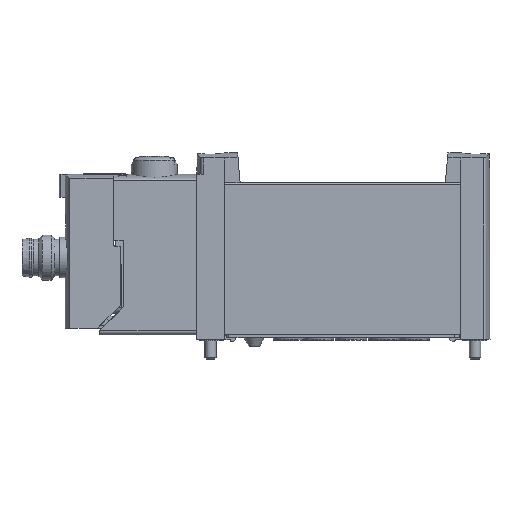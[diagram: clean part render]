
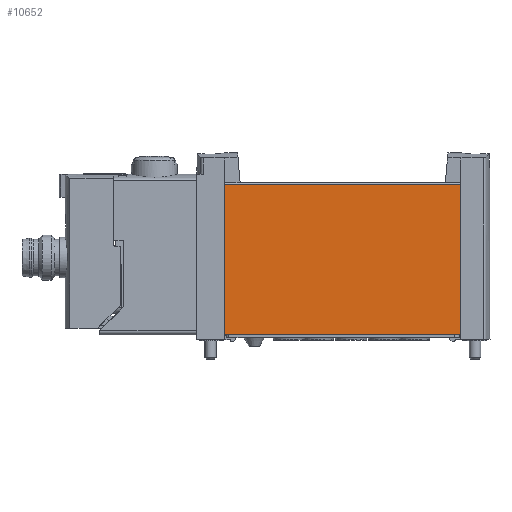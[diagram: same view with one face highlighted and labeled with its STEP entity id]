
A CAD part, top view. The second image highlights one B-rep face of the part: STEP entity #10652.
In plain terms, the highlighted planar face has unit normal (0, 0, 1).
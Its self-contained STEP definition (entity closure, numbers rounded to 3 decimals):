
#148=PLANE('',#12987);
#1091=LINE('',#17757,#2130);
#1102=LINE('',#17785,#2141);
#1105=LINE('',#17793,#2144);
#1108=LINE('',#17797,#2147);
#2130=VECTOR('',#14331,1000.);
#2141=VECTOR('',#14356,1000.);
#2144=VECTOR('',#14363,1000.);
#2147=VECTOR('',#14368,1000.);
#3414=ORIENTED_EDGE('',*,*,#6452,.T.);
#3415=ORIENTED_EDGE('',*,*,#6474,.F.);
#3416=ORIENTED_EDGE('',*,*,#6467,.F.);
#3417=ORIENTED_EDGE('',*,*,#6471,.T.);
#6452=EDGE_CURVE('',#7981,#7980,#1091,.T.);
#6467=EDGE_CURVE('',#7990,#7991,#1102,.T.);
#6471=EDGE_CURVE('',#7990,#7981,#1105,.T.);
#6474=EDGE_CURVE('',#7991,#7980,#1108,.T.);
#7980=VERTEX_POINT('',#17756);
#7981=VERTEX_POINT('',#17758);
#7990=VERTEX_POINT('',#17784);
#7991=VERTEX_POINT('',#17786);
#8922=EDGE_LOOP('',(#3414,#3415,#3416,#3417));
#9714=FACE_BOUND('',#8922,.T.);
#10652=ADVANCED_FACE('',(#9714),#148,.F.);
#12987=AXIS2_PLACEMENT_3D('',#17796,#14366,#14367);
#14331=DIRECTION('',(0.,-1.,0.));
#14356=DIRECTION('',(0.,-1.,0.));
#14363=DIRECTION('',(-1.,0.,0.));
#14366=DIRECTION('',(0.,0.,-1.));
#14367=DIRECTION('',(-1.,0.,0.));
#14368=DIRECTION('',(-1.,0.,0.));
#17756=CARTESIAN_POINT('',(-21.,0.,5.1));
#17757=CARTESIAN_POINT('',(-21.,26.7,5.1));
#17758=CARTESIAN_POINT('',(-21.,26.7,5.1));
#17784=CARTESIAN_POINT('',(21.,26.7,5.1));
#17785=CARTESIAN_POINT('',(21.,26.7,5.1));
#17786=CARTESIAN_POINT('',(21.,0.,5.1));
#17793=CARTESIAN_POINT('',(21.,26.7,5.1));
#17796=CARTESIAN_POINT('',(21.,26.7,5.1));
#17797=CARTESIAN_POINT('',(21.,0.,5.1));
